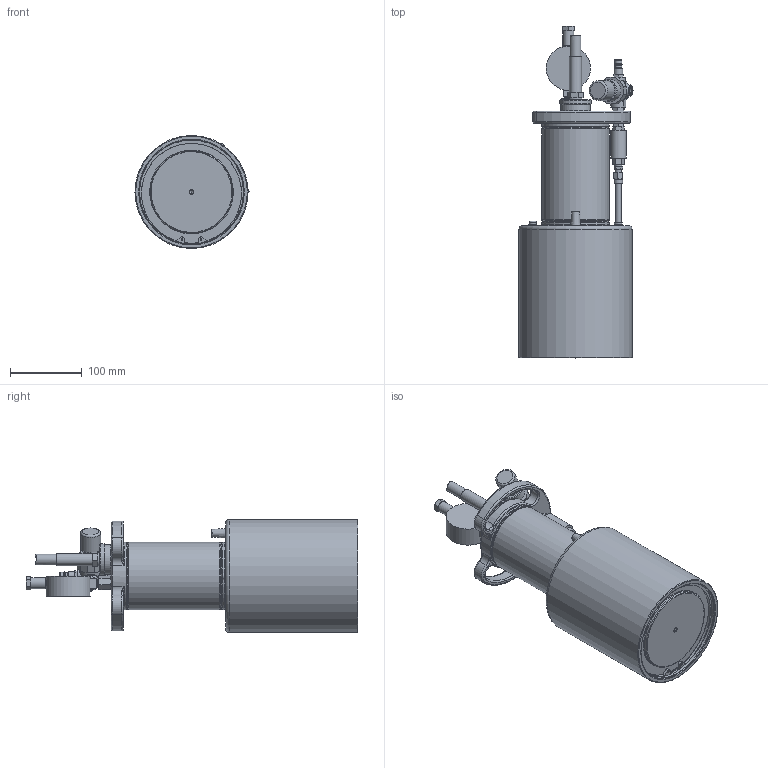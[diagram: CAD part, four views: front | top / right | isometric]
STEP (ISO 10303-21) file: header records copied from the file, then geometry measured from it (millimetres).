
FILE_DESCRIPTION (( 'STEP AP203' ), '1' );
FILE_NAME ('804 411 Druckverstärker Rekord 40 bar_099-330.STEP', '2014-07-12T07:59:12', ( '' ), ( '' ), 'SwSTEP 2.0', 'SolidWorks 2013', '' );
FILE_SCHEMA (( 'CONFIG_CONTROL_DESIGN' ));
Length unit declared in the file: millimetre
Products named in the file (1): 804 411 Druckverstärker Rekord 40 bar_099-330
Bounding box: 159.39 x 464 x 158 mm (x, y, z)
Volume: 4922616.6 mm3; surface area: 261599.7 mm2
Topology: 1 solids, 11 shells, 505 faces, 1169 edges, 720 vertices
Faces by surface type: plane 209, cylinder 112, cone 75, torus 63, bspline 42, sphere 4
Full cylindrical faces by diameter (mm): 2.5 x2, 3 x1, 5 x5, 6 x1, 7.9 x1, 8 x4, 8.1 x1, 8.3 x2, 8.5 x1, 8.57 x1, 8.6 x1, 9.73 x1, 9.8 x4, 10 x6, 11 x3, 11.4 x1, 11.45 x1, 11.56 x1, 11.7 x1, 11.8 x2, 12 x2, 13 x3, 13.2 x1, 15 x1, 15.5 x1, 15.984 x1, 16 x1, 17 x1, 19 x2, 22 x2
Entity records: 15815 total; most frequent: CARTESIAN_POINT 5575, DIRECTION 2155, ORIENTED_EDGE 1820, EDGE_CURVE 910, AXIS2_PLACEMENT_3D 906, EDGE_LOOP 745, VERTEX_POINT 639, FACE_OUTER_BOUND 608
